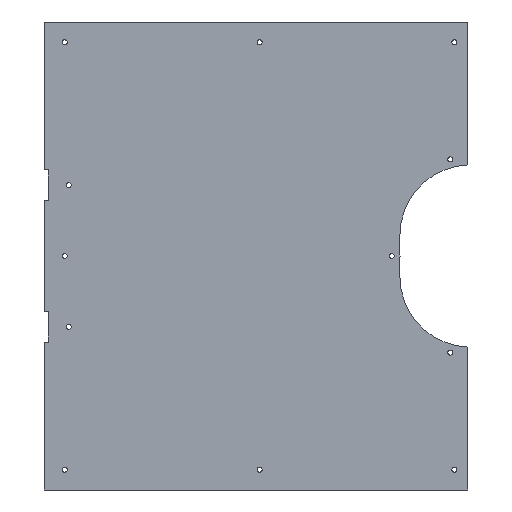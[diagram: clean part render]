
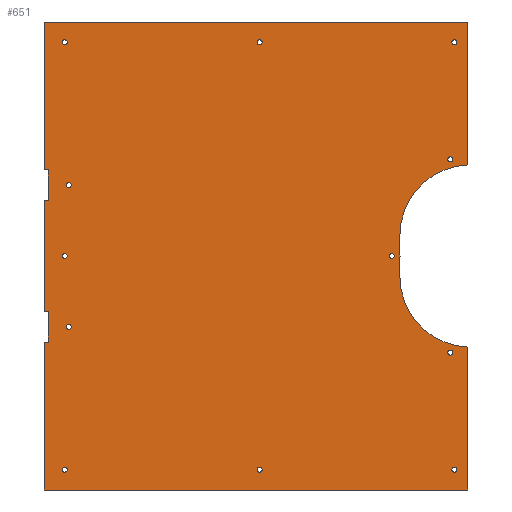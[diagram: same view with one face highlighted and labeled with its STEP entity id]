
A CAD part, front view. The second image highlights one B-rep face of the part: STEP entity #651.
In plain terms, the highlighted planar face has unit normal (0, -1, 0).
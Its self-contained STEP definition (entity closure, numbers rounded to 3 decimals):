
#27=FACE_BOUND('',#130,.T.);
#28=FACE_BOUND('',#131,.T.);
#29=FACE_BOUND('',#132,.T.);
#30=FACE_BOUND('',#133,.T.);
#31=FACE_BOUND('',#134,.T.);
#32=FACE_BOUND('',#135,.T.);
#33=FACE_BOUND('',#136,.T.);
#34=FACE_BOUND('',#137,.T.);
#35=FACE_BOUND('',#138,.T.);
#36=FACE_BOUND('',#139,.T.);
#37=FACE_BOUND('',#140,.T.);
#38=FACE_BOUND('',#141,.T.);
#55=PLANE('',#724);
#86=FACE_OUTER_BOUND('',#129,.T.);
#129=EDGE_LOOP('',(#578,#579,#580,#581,#582,#583,#584,#585,#586,#587,#588,
#589,#590,#591,#592,#593,#594));
#130=EDGE_LOOP('',(#595));
#131=EDGE_LOOP('',(#596));
#132=EDGE_LOOP('',(#597));
#133=EDGE_LOOP('',(#598));
#134=EDGE_LOOP('',(#599));
#135=EDGE_LOOP('',(#600));
#136=EDGE_LOOP('',(#601));
#137=EDGE_LOOP('',(#602));
#138=EDGE_LOOP('',(#603));
#139=EDGE_LOOP('',(#604));
#140=EDGE_LOOP('',(#605));
#141=EDGE_LOOP('',(#606));
#145=LINE('',#926,#204);
#149=LINE('',#934,#208);
#152=LINE('',#940,#211);
#155=LINE('',#947,#214);
#159=LINE('',#955,#218);
#162=LINE('',#961,#221);
#174=LINE('',#1006,#233);
#176=LINE('',#1009,#235);
#182=LINE('',#1033,#241);
#186=LINE('',#1042,#245);
#188=LINE('',#1047,#247);
#192=LINE('',#1055,#251);
#198=LINE('',#1075,#257);
#199=LINE('',#1077,#258);
#200=LINE('',#1079,#259);
#204=VECTOR('',#750,10.);
#208=VECTOR('',#756,10.);
#211=VECTOR('',#761,10.);
#214=VECTOR('',#766,10.);
#218=VECTOR('',#772,10.);
#221=VECTOR('',#777,10.);
#233=VECTOR('',#815,10.);
#235=VECTOR('',#819,10.);
#241=VECTOR('',#847,10.);
#245=VECTOR('',#857,10.);
#247=VECTOR('',#861,10.);
#251=VECTOR('',#871,10.);
#257=VECTOR('',#895,10.);
#258=VECTOR('',#898,10.);
#259=VECTOR('',#901,10.);
#260=CIRCLE('',#667,2.5);
#262=CIRCLE('',#670,2.5);
#264=CIRCLE('',#673,2.5);
#277=CIRCLE('',#696,2.5);
#278=CIRCLE('',#698,2.5);
#279=CIRCLE('',#700,2.5);
#280=CIRCLE('',#702,2.5);
#281=CIRCLE('',#704,2.5);
#282=CIRCLE('',#707,70.);
#283=CIRCLE('',#711,70.);
#284=CIRCLE('',#714,2.5);
#285=CIRCLE('',#716,2.5);
#286=CIRCLE('',#718,2.5);
#287=CIRCLE('',#720,2.5);
#288=VERTEX_POINT('',#906);
#290=VERTEX_POINT('',#912);
#292=VERTEX_POINT('',#918);
#294=VERTEX_POINT('',#924);
#295=VERTEX_POINT('',#925);
#298=VERTEX_POINT('',#933);
#300=VERTEX_POINT('',#939);
#302=VERTEX_POINT('',#945);
#303=VERTEX_POINT('',#946);
#306=VERTEX_POINT('',#954);
#308=VERTEX_POINT('',#960);
#328=VERTEX_POINT('',#1005);
#329=VERTEX_POINT('',#1011);
#330=VERTEX_POINT('',#1015);
#331=VERTEX_POINT('',#1019);
#332=VERTEX_POINT('',#1023);
#333=VERTEX_POINT('',#1027);
#334=VERTEX_POINT('',#1031);
#335=VERTEX_POINT('',#1032);
#336=VERTEX_POINT('',#1037);
#337=VERTEX_POINT('',#1041);
#338=VERTEX_POINT('',#1045);
#339=VERTEX_POINT('',#1046);
#340=VERTEX_POINT('',#1051);
#341=VERTEX_POINT('',#1057);
#342=VERTEX_POINT('',#1061);
#343=VERTEX_POINT('',#1065);
#344=VERTEX_POINT('',#1069);
#345=VERTEX_POINT('',#1073);
#346=EDGE_CURVE('',#288,#288,#260,.T.);
#349=EDGE_CURVE('',#290,#290,#262,.T.);
#352=EDGE_CURVE('',#292,#292,#264,.T.);
#355=EDGE_CURVE('',#294,#295,#145,.T.);
#359=EDGE_CURVE('',#295,#298,#149,.T.);
#362=EDGE_CURVE('',#298,#300,#152,.T.);
#365=EDGE_CURVE('',#302,#303,#155,.T.);
#369=EDGE_CURVE('',#303,#306,#159,.T.);
#372=EDGE_CURVE('',#306,#308,#162,.T.);
#395=EDGE_CURVE('',#328,#302,#174,.T.);
#397=EDGE_CURVE('',#308,#294,#176,.T.);
#399=EDGE_CURVE('',#329,#329,#277,.T.);
#401=EDGE_CURVE('',#330,#330,#278,.T.);
#403=EDGE_CURVE('',#331,#331,#279,.T.);
#405=EDGE_CURVE('',#332,#332,#280,.T.);
#407=EDGE_CURVE('',#333,#333,#281,.T.);
#408=EDGE_CURVE('',#334,#335,#182,.T.);
#411=EDGE_CURVE('',#335,#336,#282,.T.);
#413=EDGE_CURVE('',#336,#337,#186,.T.);
#415=EDGE_CURVE('',#338,#339,#188,.T.);
#418=EDGE_CURVE('',#339,#340,#283,.T.);
#420=EDGE_CURVE('',#340,#334,#192,.T.);
#422=EDGE_CURVE('',#341,#341,#284,.T.);
#424=EDGE_CURVE('',#342,#342,#285,.T.);
#426=EDGE_CURVE('',#343,#343,#286,.T.);
#428=EDGE_CURVE('',#344,#344,#287,.T.);
#430=EDGE_CURVE('',#300,#345,#198,.T.);
#431=EDGE_CURVE('',#345,#338,#199,.T.);
#432=EDGE_CURVE('',#337,#328,#200,.T.);
#578=ORIENTED_EDGE('',*,*,#362,.T.);
#579=ORIENTED_EDGE('',*,*,#430,.T.);
#580=ORIENTED_EDGE('',*,*,#431,.T.);
#581=ORIENTED_EDGE('',*,*,#415,.T.);
#582=ORIENTED_EDGE('',*,*,#418,.T.);
#583=ORIENTED_EDGE('',*,*,#420,.T.);
#584=ORIENTED_EDGE('',*,*,#408,.T.);
#585=ORIENTED_EDGE('',*,*,#411,.T.);
#586=ORIENTED_EDGE('',*,*,#413,.T.);
#587=ORIENTED_EDGE('',*,*,#432,.T.);
#588=ORIENTED_EDGE('',*,*,#395,.T.);
#589=ORIENTED_EDGE('',*,*,#365,.T.);
#590=ORIENTED_EDGE('',*,*,#369,.T.);
#591=ORIENTED_EDGE('',*,*,#372,.T.);
#592=ORIENTED_EDGE('',*,*,#397,.T.);
#593=ORIENTED_EDGE('',*,*,#355,.T.);
#594=ORIENTED_EDGE('',*,*,#359,.T.);
#595=ORIENTED_EDGE('',*,*,#346,.T.);
#596=ORIENTED_EDGE('',*,*,#349,.T.);
#597=ORIENTED_EDGE('',*,*,#352,.T.);
#598=ORIENTED_EDGE('',*,*,#399,.T.);
#599=ORIENTED_EDGE('',*,*,#401,.T.);
#600=ORIENTED_EDGE('',*,*,#403,.T.);
#601=ORIENTED_EDGE('',*,*,#405,.T.);
#602=ORIENTED_EDGE('',*,*,#407,.T.);
#603=ORIENTED_EDGE('',*,*,#428,.F.);
#604=ORIENTED_EDGE('',*,*,#426,.F.);
#605=ORIENTED_EDGE('',*,*,#424,.F.);
#606=ORIENTED_EDGE('',*,*,#422,.F.);
#651=ADVANCED_FACE('',(#86,#27,#28,#29,#30,#31,#32,#33,#34,#35,#36,#37,
#38),#55,.F.);
#667=AXIS2_PLACEMENT_3D('',#907,#729,#730);
#670=AXIS2_PLACEMENT_3D('',#913,#736,#737);
#673=AXIS2_PLACEMENT_3D('',#919,#743,#744);
#696=AXIS2_PLACEMENT_3D('',#1013,#823,#824);
#698=AXIS2_PLACEMENT_3D('',#1017,#828,#829);
#700=AXIS2_PLACEMENT_3D('',#1021,#833,#834);
#702=AXIS2_PLACEMENT_3D('',#1025,#838,#839);
#704=AXIS2_PLACEMENT_3D('',#1029,#843,#844);
#707=AXIS2_PLACEMENT_3D('',#1038,#852,#853);
#711=AXIS2_PLACEMENT_3D('',#1052,#866,#867);
#714=AXIS2_PLACEMENT_3D('',#1059,#875,#876);
#716=AXIS2_PLACEMENT_3D('',#1063,#880,#881);
#718=AXIS2_PLACEMENT_3D('',#1067,#885,#886);
#720=AXIS2_PLACEMENT_3D('',#1071,#890,#891);
#724=AXIS2_PLACEMENT_3D('',#1080,#902,#903);
#729=DIRECTION('center_axis',(0.,1.,0.));
#730=DIRECTION('ref_axis',(1.,0.,0.));
#736=DIRECTION('center_axis',(0.,1.,0.));
#737=DIRECTION('ref_axis',(1.,0.,0.));
#743=DIRECTION('center_axis',(0.,1.,0.));
#744=DIRECTION('ref_axis',(1.,0.,0.));
#750=DIRECTION('',(1.,0.,0.));
#756=DIRECTION('',(0.,0.,-1.));
#761=DIRECTION('',(-1.,0.,0.));
#766=DIRECTION('',(1.,0.,0.));
#772=DIRECTION('',(0.,0.,-1.));
#777=DIRECTION('',(-1.,0.,0.));
#815=DIRECTION('',(0.,0.,-1.));
#819=DIRECTION('',(0.,0.,-1.));
#823=DIRECTION('center_axis',(0.,1.,0.));
#824=DIRECTION('ref_axis',(-1.,0.,0.));
#828=DIRECTION('center_axis',(0.,1.,0.));
#829=DIRECTION('ref_axis',(-1.,0.,0.));
#833=DIRECTION('center_axis',(0.,1.,0.));
#834=DIRECTION('ref_axis',(-1.,0.,0.));
#838=DIRECTION('center_axis',(0.,1.,0.));
#839=DIRECTION('ref_axis',(-1.,0.,0.));
#843=DIRECTION('center_axis',(0.,1.,0.));
#844=DIRECTION('ref_axis',(-1.,0.,0.));
#847=DIRECTION('',(-0.011,0.,1.));
#852=DIRECTION('center_axis',(0.,1.,0.));
#853=DIRECTION('ref_axis',(-1.,0.,0.));
#857=DIRECTION('',(0.,0.,1.));
#861=DIRECTION('',(0.,0.,1.));
#866=DIRECTION('center_axis',(0.,1.,0.));
#867=DIRECTION('ref_axis',(-1.,0.,0.));
#871=DIRECTION('',(0.011,0.,1.));
#875=DIRECTION('center_axis',(0.,-1.,0.));
#876=DIRECTION('ref_axis',(1.,0.,0.));
#880=DIRECTION('center_axis',(0.,-1.,0.));
#881=DIRECTION('ref_axis',(1.,0.,0.));
#885=DIRECTION('center_axis',(0.,-1.,0.));
#886=DIRECTION('ref_axis',(1.,0.,0.));
#890=DIRECTION('center_axis',(0.,-1.,0.));
#891=DIRECTION('ref_axis',(1.,0.,0.));
#895=DIRECTION('',(0.,0.,-1.));
#898=DIRECTION('',(1.,0.,0.));
#901=DIRECTION('',(-1.,0.,0.));
#902=DIRECTION('center_axis',(0.,1.,0.));
#903=DIRECTION('ref_axis',(1.,0.,0.));
#906=CARTESIAN_POINT('',(398.312,0.,326.442));
#907=CARTESIAN_POINT('Origin',(400.812,0.,326.442));
#912=CARTESIAN_POINT('',(340.5,0.,231.103));
#913=CARTESIAN_POINT('Origin',(343.,0.,231.103));
#918=CARTESIAN_POINT('',(398.312,0.,135.763));
#919=CARTESIAN_POINT('Origin',(400.812,0.,135.763));
#924=CARTESIAN_POINT('',(0.,0.,176.1));
#925=CARTESIAN_POINT('',(4.,0.,176.1));
#926=CARTESIAN_POINT('',(108.25,0.,176.1));
#933=CARTESIAN_POINT('',(4.,0.,146.1));
#934=CARTESIAN_POINT('',(4.,0.,188.6));
#939=CARTESIAN_POINT('',(0.,0.,146.1));
#940=CARTESIAN_POINT('',(106.25,0.,146.1));
#945=CARTESIAN_POINT('',(0.,0.,316.1));
#946=CARTESIAN_POINT('',(4.,0.,316.1));
#947=CARTESIAN_POINT('',(108.25,0.,316.1));
#954=CARTESIAN_POINT('',(4.,0.,286.1));
#955=CARTESIAN_POINT('',(4.,0.,258.6));
#960=CARTESIAN_POINT('',(0.,0.,286.1));
#961=CARTESIAN_POINT('',(106.25,0.,286.1));
#1005=CARTESIAN_POINT('',(0.,0.,462.2));
#1006=CARTESIAN_POINT('',(0.,0.,462.2));
#1009=CARTESIAN_POINT('',(0.,0.,462.2));
#1011=CARTESIAN_POINT('',(215.,0.,20.));
#1013=CARTESIAN_POINT('Origin',(212.5,0.,20.));
#1015=CARTESIAN_POINT('',(215.,0.,442.2));
#1017=CARTESIAN_POINT('Origin',(212.5,0.,442.2));
#1019=CARTESIAN_POINT('',(22.5,0.,231.1));
#1021=CARTESIAN_POINT('Origin',(20.,0.,231.1));
#1023=CARTESIAN_POINT('',(26.5,0.,301.1));
#1025=CARTESIAN_POINT('Origin',(24.,0.,301.1));
#1027=CARTESIAN_POINT('',(26.5,0.,161.1));
#1029=CARTESIAN_POINT('Origin',(24.,0.,161.1));
#1031=CARTESIAN_POINT('',(351.222,0.,231.1));
#1032=CARTESIAN_POINT('',(351.004,0.,250.307));
#1033=CARTESIAN_POINT('',(351.104,0.,241.489));
#1037=CARTESIAN_POINT('',(418.,0.,321.036));
#1038=CARTESIAN_POINT('Origin',(421.,0.,251.1));
#1041=CARTESIAN_POINT('',(418.,0.,462.2));
#1042=CARTESIAN_POINT('',(418.,0.,346.65));
#1045=CARTESIAN_POINT('',(418.,0.,0.));
#1046=CARTESIAN_POINT('',(418.,0.,141.164));
#1047=CARTESIAN_POINT('',(418.,0.,186.132));
#1051=CARTESIAN_POINT('',(351.004,0.,211.893));
#1052=CARTESIAN_POINT('Origin',(421.,0.,211.1));
#1055=CARTESIAN_POINT('',(351.213,0.,230.315));
#1057=CARTESIAN_POINT('',(17.5,0.,20.));
#1059=CARTESIAN_POINT('Origin',(20.,0.,20.));
#1061=CARTESIAN_POINT('',(402.5,0.,20.));
#1063=CARTESIAN_POINT('Origin',(405.,0.,20.));
#1065=CARTESIAN_POINT('',(17.5,0.,442.2));
#1067=CARTESIAN_POINT('Origin',(20.,0.,442.2));
#1069=CARTESIAN_POINT('',(402.5,0.,442.2));
#1071=CARTESIAN_POINT('Origin',(405.,0.,442.2));
#1073=CARTESIAN_POINT('',(0.,0.,0.));
#1075=CARTESIAN_POINT('',(0.,0.,462.2));
#1077=CARTESIAN_POINT('',(0.,0.,0.));
#1079=CARTESIAN_POINT('',(425.,0.,462.2));
#1080=CARTESIAN_POINT('Origin',(212.5,0.,231.1));
